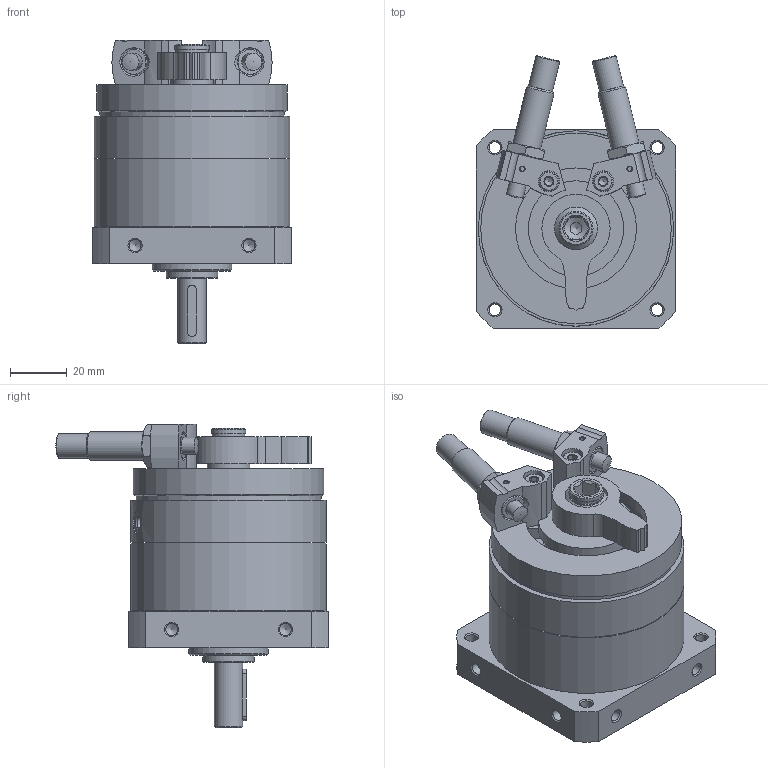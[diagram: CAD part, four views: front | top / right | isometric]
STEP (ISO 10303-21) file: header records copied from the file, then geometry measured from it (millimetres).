
FILE_DESCRIPTION(/* description */ ('STEP AP214'),/* implementation_level */ '2;1');
FILE_NAME(/* name */ '1145094_DSM-T-16-270-CC-A-B',/* time_stamp */ '2024-08-21T19:22:24+02:00',/* author */ ('License CC BY-ND 4.0'),/* organization */ ('CADENAS'),/* preprocessor_version */ 'ST-DEVELOPER v19.3',/* originating_system */ 'PARTsolutions',/* authorisation */ ' ');
FILE_SCHEMA (('AUTOMOTIVE_DESIGN {1 0 10303 214 3 1 1}'));
Length unit declared in the file: millimetre
Products named in the file (9): 1145094 DSM-T-16-270-CC-A-B--(0); 547576 DSM-16-270-CC-A-B_G---(T); 704063 DSM-16-BR---(HZ); 548012 DYSC-7-5-Y1F---(SD_0); 342621 DSM-16_NS; DIN-912 - M4x16(F); 396998 YSRW M10X1-3.5-13; 704062 DSM-16-BL---(HZ); 547576 DSM-16-270-CC-A-B_K---(T)
Assembly tree (12 placements, depth 2):
  1145094 DSM-T-16-270-CC-A-B--(0)
    547576 DSM-16-270-CC-A-B_G---(T)
    704063 DSM-16-BR---(HZ)
    548012 DYSC-7-5-Y1F---(SD_0)  x2
    342621 DSM-16_NS  x2
    DIN-912 - M4x16(F)  x2
    396998 YSRW M10X1-3.5-13  x2
    704062 DSM-16-BL---(HZ)
    547576 DSM-16-270-CC-A-B_K---(T)
Bounding box: 70 x 95.69 x 106.6 mm (x, y, z)
Volume: 253765 mm3; surface area: 57123.7 mm2
Topology: 12 solids, 14 shells, 357 faces, 806 edges, 504 vertices
Faces by surface type: plane 159, cylinder 110, cone 85, sphere 2, torus 1
Full cylindrical faces by diameter (mm): 1.567 x2, 2.459 x1, 3 x2, 3.2 x1, 3.242 x2, 4 x2, 4.134 x13, 4.5 x2, 6 x4, 7 x2, 7.4 x2, 8.3 x2, 8.6 x2, 8.917 x4, 10 x3, 11.5 x1, 12 x2, 15 x3, 18 x2, 28 x1, 29 x1, 33.5 x1, 42.5 x1, 47 x1, 54 x2, 65 x1, 67 x1, 68.65 x2
Entity records: 7552 total; most frequent: CARTESIAN_POINT 1354, DIRECTION 1315, ORIENTED_EDGE 1000, AXIS2_PLACEMENT_3D 553, EDGE_CURVE 500, FACE_BOUND 460, EDGE_LOOP 449, VERTEX_POINT 388
